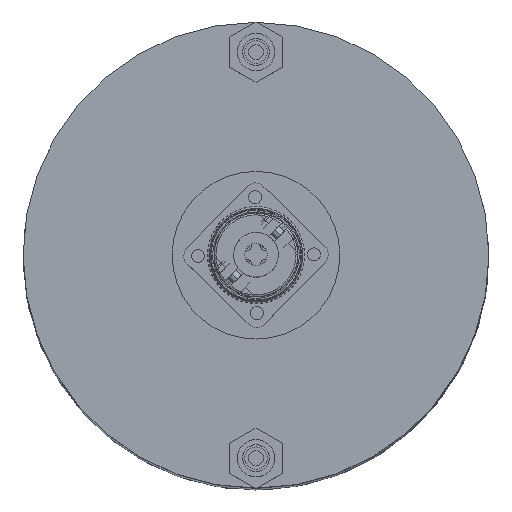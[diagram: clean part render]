
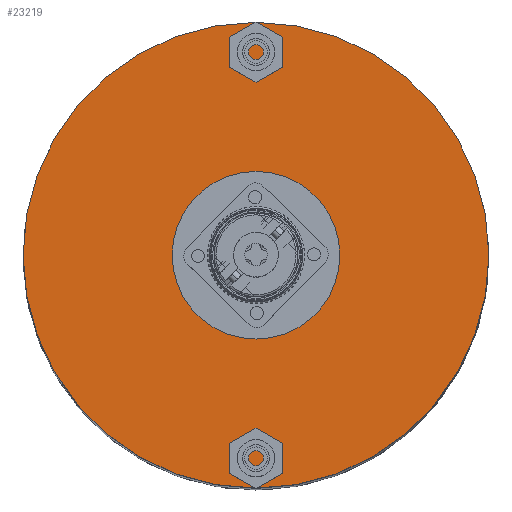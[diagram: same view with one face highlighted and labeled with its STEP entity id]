
A CAD part, top view. The second image highlights one B-rep face of the part: STEP entity #23219.
In plain terms, the highlighted planar face has unit normal (0, 0, 1).
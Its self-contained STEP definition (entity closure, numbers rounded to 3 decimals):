
#2954 = AXIS2_PLACEMENT_3D ( 'NONE', #45551, #62121, #54137 ) ;
#3439 = ORIENTED_EDGE ( 'NONE', *, *, #97838, .F. ) ;
#3762 = FACE_OUTER_BOUND ( 'NONE', #64527, .T. ) ;
#3797 = CARTESIAN_POINT ( 'NONE',  ( 62.5, 0., 35.5 ) ) ;
#5226 = VERTEX_POINT ( 'NONE', #3797 ) ;
#7416 = DIRECTION ( 'NONE',  ( 0., 0., -1. ) ) ;
#11246 = DIRECTION ( 'NONE',  ( -1., 0., 0. ) ) ;
#11605 = DIRECTION ( 'NONE',  ( 0., 0., -1. ) ) ;
#13774 = EDGE_CURVE ( 'NONE', #52600, #90308, #84669, .T. ) ;
#23219 = ADVANCED_FACE ( 'NONE', ( #3762, #43268 ), #69744, .T. ) ;
#26768 = ORIENTED_EDGE ( 'NONE', *, *, #13774, .T. ) ;
#28219 = CARTESIAN_POINT ( 'NONE',  ( 22.5, 0., 35.5 ) ) ;
#28868 = DIRECTION ( 'NONE',  ( 0., 0., -1. ) ) ;
#29276 = AXIS2_PLACEMENT_3D ( 'NONE', #53958, #7416, #62600 ) ;
#33741 = CIRCLE ( 'NONE', #67344, 62.5 ) ;
#37690 = EDGE_LOOP ( 'NONE', ( #79202, #26768 ) ) ;
#41895 = ORIENTED_EDGE ( 'NONE', *, *, #56616, .F. ) ;
#43268 = FACE_BOUND ( 'NONE', #37690, .T. ) ;
#45006 = DIRECTION ( 'NONE',  ( -1., 0., 0. ) ) ;
#45551 = CARTESIAN_POINT ( 'NONE',  ( 0., 0., 35.5 ) ) ;
#45686 = CARTESIAN_POINT ( 'NONE',  ( 0., 0., 35.5 ) ) ;
#52600 = VERTEX_POINT ( 'NONE', #28219 ) ;
#53125 = AXIS2_PLACEMENT_3D ( 'NONE', #58509, #11605, #11246 ) ;
#53958 = CARTESIAN_POINT ( 'NONE',  ( 0., 0., 35.5 ) ) ;
#54137 = DIRECTION ( 'NONE',  ( 1., 0., 0. ) ) ;
#56616 = EDGE_CURVE ( 'NONE', #61063, #5226, #63665, .T. ) ;
#58509 = CARTESIAN_POINT ( 'NONE',  ( 0., 0., 35.5 ) ) ;
#61063 = VERTEX_POINT ( 'NONE', #89622 ) ;
#62121 = DIRECTION ( 'NONE',  ( 0., 0., 1. ) ) ;
#62600 = DIRECTION ( 'NONE',  ( -1., 0., 0. ) ) ;
#63665 = CIRCLE ( 'NONE', #93469, 62.5 ) ;
#63865 = CARTESIAN_POINT ( 'NONE',  ( -22.5, 0., 35.5 ) ) ;
#64527 = EDGE_LOOP ( 'NONE', ( #41895, #3439 ) ) ;
#67344 = AXIS2_PLACEMENT_3D ( 'NONE', #45686, #28868, #45006 ) ;
#68079 = CARTESIAN_POINT ( 'NONE',  ( 0., 0., 35.5 ) ) ;
#69744 = PLANE ( 'NONE',  #2954 ) ;
#79202 = ORIENTED_EDGE ( 'NONE', *, *, #85891, .T. ) ;
#84669 = CIRCLE ( 'NONE', #29276, 22.5 ) ;
#85891 = EDGE_CURVE ( 'NONE', #90308, #52600, #93231, .T. ) ;
#89622 = CARTESIAN_POINT ( 'NONE',  ( -62.5, 0., 35.5 ) ) ;
#90308 = VERTEX_POINT ( 'NONE', #63865 ) ;
#91232 = DIRECTION ( 'NONE',  ( 0., 0., -1. ) ) ;
#93231 = CIRCLE ( 'NONE', #53125, 22.5 ) ;
#93469 = AXIS2_PLACEMENT_3D ( 'NONE', #68079, #91232, #99197 ) ;
#97838 = EDGE_CURVE ( 'NONE', #5226, #61063, #33741, .T. ) ;
#99197 = DIRECTION ( 'NONE',  ( -1., 0., 0. ) ) ;
